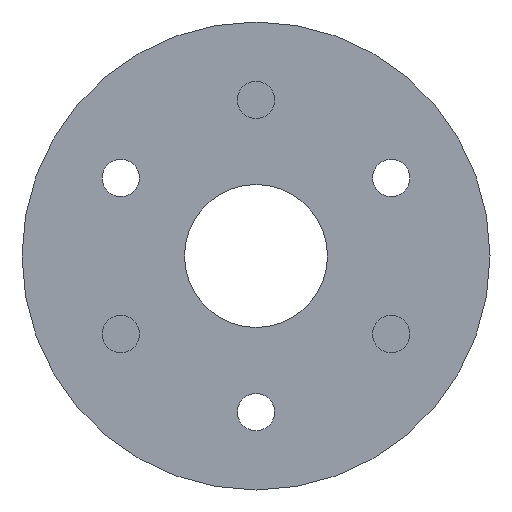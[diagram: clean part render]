
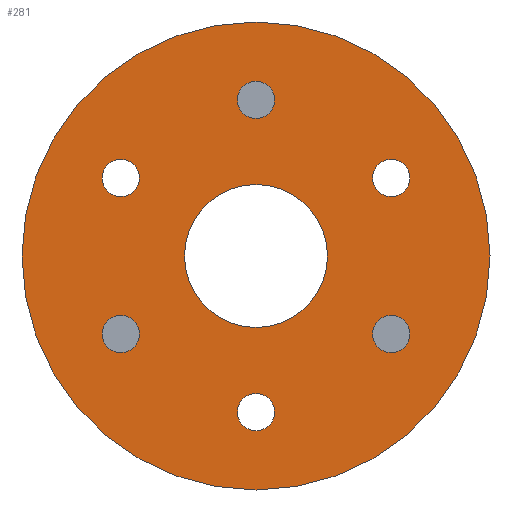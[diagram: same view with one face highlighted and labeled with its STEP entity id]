
A CAD part, front view. The second image highlights one B-rep face of the part: STEP entity #281.
In plain terms, the highlighted planar face has unit normal (0, -1, 0).
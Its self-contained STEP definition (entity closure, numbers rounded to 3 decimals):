
#22=FACE_BOUND('',#80,.T.);
#23=FACE_BOUND('',#81,.T.);
#24=FACE_BOUND('',#82,.T.);
#25=FACE_BOUND('',#83,.T.);
#26=FACE_BOUND('',#84,.T.);
#27=FACE_BOUND('',#85,.T.);
#28=FACE_BOUND('',#86,.T.);
#35=PLANE('',#323);
#53=FACE_OUTER_BOUND('',#79,.T.);
#79=EDGE_LOOP('',(#241));
#80=EDGE_LOOP('',(#242));
#81=EDGE_LOOP('',(#243));
#82=EDGE_LOOP('',(#244));
#83=EDGE_LOOP('',(#245));
#84=EDGE_LOOP('',(#246));
#85=EDGE_LOOP('',(#247));
#86=EDGE_LOOP('',(#248));
#111=CIRCLE('',#287,2.15);
#113=CIRCLE('',#290,2.15);
#115=CIRCLE('',#293,2.15);
#122=CIRCLE('',#308,8.25);
#124=CIRCLE('',#311,2.15);
#126=CIRCLE('',#314,2.15);
#128=CIRCLE('',#317,2.15);
#130=CIRCLE('',#320,27.);
#133=VERTEX_POINT('',#424);
#135=VERTEX_POINT('',#430);
#137=VERTEX_POINT('',#436);
#144=VERTEX_POINT('',#461);
#146=VERTEX_POINT('',#467);
#148=VERTEX_POINT('',#473);
#150=VERTEX_POINT('',#479);
#152=VERTEX_POINT('',#485);
#155=EDGE_CURVE('',#133,#133,#111,.T.);
#158=EDGE_CURVE('',#135,#135,#113,.T.);
#161=EDGE_CURVE('',#137,#137,#115,.T.);
#172=EDGE_CURVE('',#144,#144,#122,.T.);
#175=EDGE_CURVE('',#146,#146,#124,.T.);
#178=EDGE_CURVE('',#148,#148,#126,.T.);
#181=EDGE_CURVE('',#150,#150,#128,.T.);
#184=EDGE_CURVE('',#152,#152,#130,.T.);
#241=ORIENTED_EDGE('',*,*,#184,.F.);
#242=ORIENTED_EDGE('',*,*,#155,.T.);
#243=ORIENTED_EDGE('',*,*,#158,.T.);
#244=ORIENTED_EDGE('',*,*,#161,.T.);
#245=ORIENTED_EDGE('',*,*,#181,.F.);
#246=ORIENTED_EDGE('',*,*,#178,.F.);
#247=ORIENTED_EDGE('',*,*,#175,.F.);
#248=ORIENTED_EDGE('',*,*,#172,.T.);
#281=ADVANCED_FACE('',(#53,#22,#23,#24,#25,#26,#27,#28),#35,.F.);
#287=AXIS2_PLACEMENT_3D('',#425,#331,#332);
#290=AXIS2_PLACEMENT_3D('',#431,#338,#339);
#293=AXIS2_PLACEMENT_3D('',#437,#345,#346);
#308=AXIS2_PLACEMENT_3D('',#463,#379,#380);
#311=AXIS2_PLACEMENT_3D('',#469,#386,#387);
#314=AXIS2_PLACEMENT_3D('',#475,#393,#394);
#317=AXIS2_PLACEMENT_3D('',#481,#400,#401);
#320=AXIS2_PLACEMENT_3D('',#487,#407,#408);
#323=AXIS2_PLACEMENT_3D('',#491,#413,#414);
#331=DIRECTION('center_axis',(0.,1.,0.));
#332=DIRECTION('ref_axis',(1.,0.,0.));
#338=DIRECTION('center_axis',(0.,1.,0.));
#339=DIRECTION('ref_axis',(1.,0.,0.));
#345=DIRECTION('center_axis',(0.,1.,0.));
#346=DIRECTION('ref_axis',(1.,0.,0.));
#379=DIRECTION('center_axis',(0.,1.,0.));
#380=DIRECTION('ref_axis',(1.,0.,0.));
#386=DIRECTION('center_axis',(0.,-1.,0.));
#387=DIRECTION('ref_axis',(1.,0.,0.));
#393=DIRECTION('center_axis',(0.,-1.,0.));
#394=DIRECTION('ref_axis',(1.,0.,0.));
#400=DIRECTION('center_axis',(0.,-1.,0.));
#401=DIRECTION('ref_axis',(1.,0.,0.));
#407=DIRECTION('center_axis',(0.,1.,0.));
#408=DIRECTION('ref_axis',(1.,0.,0.));
#413=DIRECTION('center_axis',(0.,1.,0.));
#414=DIRECTION('ref_axis',(1.,0.,0.));
#424=CARTESIAN_POINT('',(13.45,12.,-9.007));
#425=CARTESIAN_POINT('Origin',(15.6,12.,-9.007));
#430=CARTESIAN_POINT('',(-17.75,12.,-9.007));
#431=CARTESIAN_POINT('Origin',(-15.6,12.,-9.007));
#436=CARTESIAN_POINT('',(-2.15,12.,18.013));
#437=CARTESIAN_POINT('Origin',(0.,12.,18.013));
#461=CARTESIAN_POINT('',(-8.25,12.,0.));
#463=CARTESIAN_POINT('Origin',(0.,12.,0.));
#467=CARTESIAN_POINT('',(-17.75,12.,9.007));
#469=CARTESIAN_POINT('Origin',(-15.6,12.,9.007));
#473=CARTESIAN_POINT('',(13.45,12.,9.007));
#475=CARTESIAN_POINT('Origin',(15.6,12.,9.007));
#479=CARTESIAN_POINT('',(-2.15,12.,-18.013));
#481=CARTESIAN_POINT('Origin',(0.,12.,-18.013));
#485=CARTESIAN_POINT('',(-27.,12.,0.));
#487=CARTESIAN_POINT('Origin',(0.,12.,0.));
#491=CARTESIAN_POINT('Origin',(0.,12.,0.));
